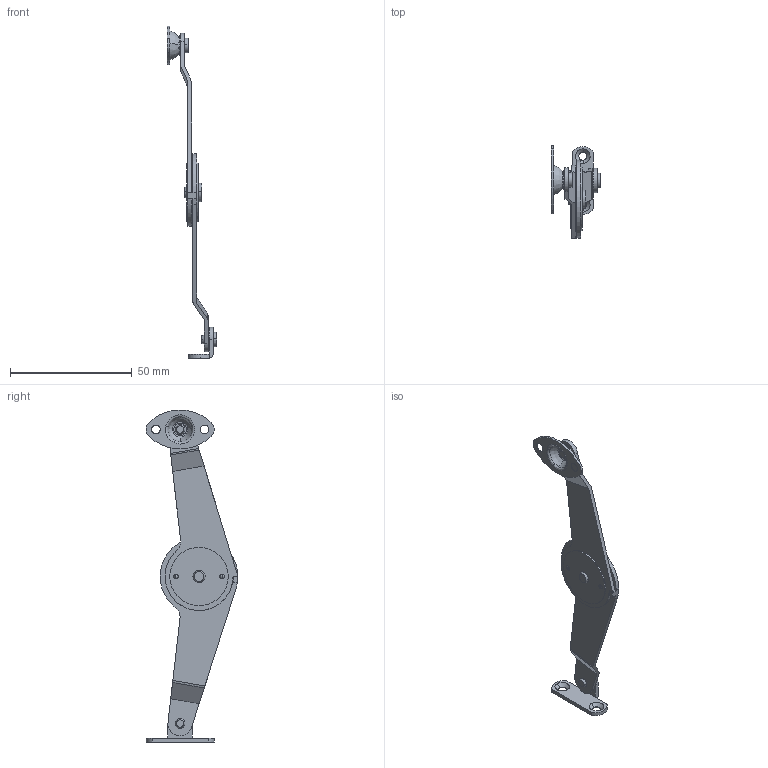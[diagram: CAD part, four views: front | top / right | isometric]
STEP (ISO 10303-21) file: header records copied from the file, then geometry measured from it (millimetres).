
FILE_DESCRIPTION((''),'2;1');
FILE_NAME('','2005-04-20T11:44:45',(''),(''),'','CADfix','');
FILE_SCHEMA(('AUTOMOTIVE_DESIGN'));
Length unit declared in the file: millimetre
Products named in the file (14): rivet_A1_mr; rivet_A2_mr; washer_2_mr-1; ball_mr-1; arm_B_mr; washer_2_mr; washer_1_mr; spring_A_mr; rivet_B_mr; bracket_B_mr; bracket_A_mr; ball_mr; arm_A_mr; TM_27_R_1664_36
Assembly tree (13 placements, depth 2):
  TM_27_R_1664_36
    rivet_A1_mr
    rivet_A2_mr
    washer_2_mr-1
    ball_mr-1
    arm_B_mr
    washer_2_mr
    washer_1_mr
    spring_A_mr
    rivet_B_mr
    bracket_B_mr
    bracket_A_mr
    ball_mr
    arm_A_mr
Bounding box: 20.4 x 37.8 x 136.59 mm (x, y, z)
Volume: 6515.2 mm3; surface area: 10644.3 mm2
Topology: 13 solids, 13 shells, 155 faces, 486 edges, 366 vertices
Faces by surface type: bspline 155
Entity records: 6398 total; most frequent: CARTESIAN_POINT 3414, ORIENTED_EDGE 972, EDGE_CURVE 486, VERTEX_POINT 366, EDGE_LOOP 196, QUASI_UNIFORM_CURVE 158, FACE_OUTER_BOUND 155, ADVANCED_FACE 155
